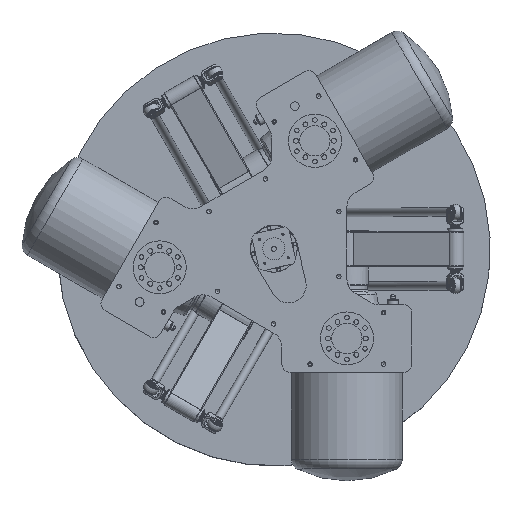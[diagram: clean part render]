
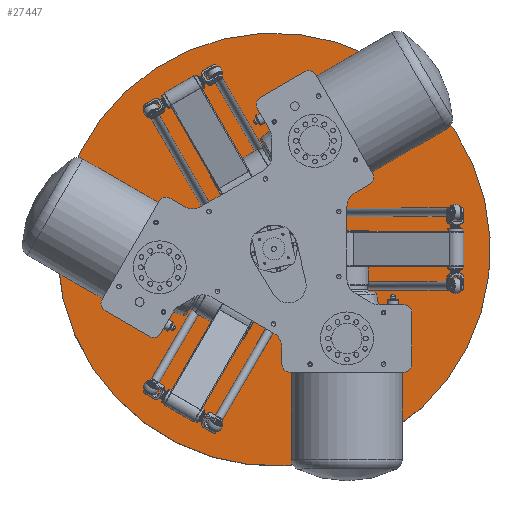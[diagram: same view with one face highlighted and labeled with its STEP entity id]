
A CAD part, top view. The second image highlights one B-rep face of the part: STEP entity #27447.
In plain terms, the highlighted planar face has unit normal (0, 0, 1).
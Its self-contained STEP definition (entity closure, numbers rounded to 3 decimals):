
#3577=CIRCLE('',#30810,400.);
#5875=FACE_OUTER_BOUND('',#8322,.T.);
#8322=EDGE_LOOP('',(#24897));
#14208=VERTEX_POINT('',#57328);
#17771=EDGE_CURVE('',#14208,#14208,#3577,.T.);
#24897=ORIENTED_EDGE('',*,*,#17771,.F.);
#25693=PLANE('',#30811);
#27447=ADVANCED_FACE('',(#5875),#25693,.F.);
#30810=AXIS2_PLACEMENT_3D('',#57329,#38905,#38906);
#30811=AXIS2_PLACEMENT_3D('',#57330,#38907,#38908);
#38905=DIRECTION('center_axis',(0.,0.,-1.));
#38906=DIRECTION('ref_axis',(-1.,0.,0.));
#38907=DIRECTION('center_axis',(0.,0.,-1.));
#38908=DIRECTION('ref_axis',(-1.,0.,0.));
#57328=CARTESIAN_POINT('',(400.,0.,100.));
#57329=CARTESIAN_POINT('Origin',(0.,0.,100.));
#57330=CARTESIAN_POINT('Origin',(0.,0.,100.));
